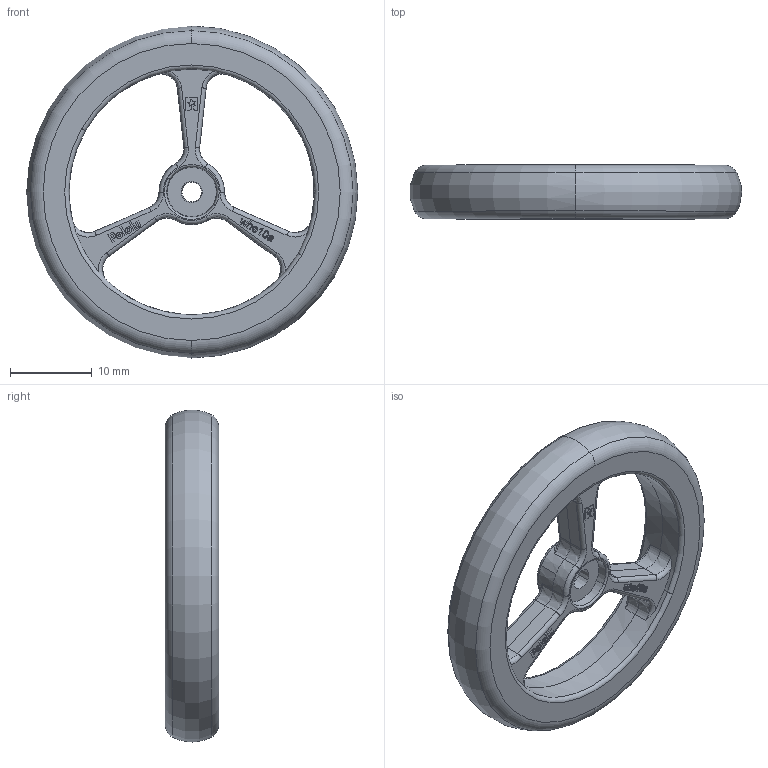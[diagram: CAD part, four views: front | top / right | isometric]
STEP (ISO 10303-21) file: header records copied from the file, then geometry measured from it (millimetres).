
FILE_DESCRIPTION (( 'STEP AP214' ), '1' );
FILE_NAME ('whe10a.STEP', '2020-01-22T20:49:03', ( '' ), ( '' ), 'SwSTEP 2.0', 'SolidWorks 2016', '' );
FILE_SCHEMA (( 'AUTOMOTIVE_DESIGN' ));
Length unit declared in the file: millimetre
Products named in the file (1): whe10a
Bounding box: 40.43 x 6.55 x 40.5 mm (x, y, z)
Volume: 4049 mm3; surface area: 2943.2 mm2
Topology: 1 solids, 1 shells, 330 faces, 854 edges, 537 vertices
Faces by surface type: bspline 158, plane 122, torus 21, cone 15, cylinder 14
Entity records: 19675 total; most frequent: CARTESIAN_POINT 9110, ORIENTED_EDGE 1696, DIRECTION 977, EDGE_CURVE 848, VERTEX_POINT 537, LINE 385, VECTOR 385, EDGE_LOOP 355
